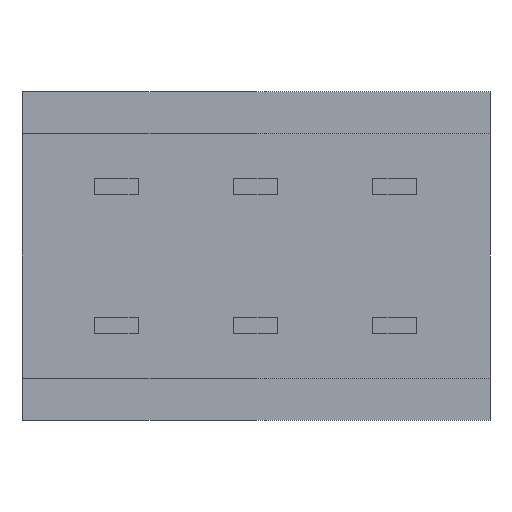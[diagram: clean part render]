
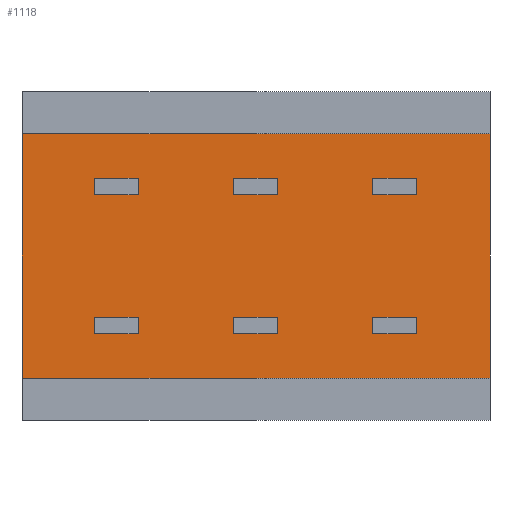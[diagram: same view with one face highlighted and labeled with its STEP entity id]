
A CAD part, front view. The second image highlights one B-rep face of the part: STEP entity #1118.
In plain terms, the highlighted planar face has unit normal (0, -1, 0).
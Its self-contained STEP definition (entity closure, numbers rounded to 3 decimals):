
#125=DIRECTION('',(0.,0.,1.));
#126=VECTOR('',#125,2.23);
#127=CARTESIAN_POINT('',(-2.135,-3.9,-1.115));
#128=LINE('3682',#127,#126);
#149=DIRECTION('',(0.,0.,1.));
#150=VECTOR('',#149,2.23);
#151=CARTESIAN_POINT('',(2.135,-3.9,-1.115));
#152=LINE('3685',#151,#150);
#161=DIRECTION('',(-1.,0.,0.));
#162=VECTOR('',#161,4.27);
#163=CARTESIAN_POINT('',(2.135,-3.9,-1.115));
#164=LINE('3691',#163,#162);
#165=DIRECTION('',(-1.,0.,0.));
#166=VECTOR('',#165,0.4);
#167=CARTESIAN_POINT('',(1.465,-3.9,0.56));
#168=LINE('3697',#167,#166);
#169=DIRECTION('',(0.,0.,1.));
#170=VECTOR('',#169,0.15);
#171=CARTESIAN_POINT('',(1.465,-3.9,0.56));
#172=LINE('3700',#171,#170);
#173=DIRECTION('',(-1.,0.,0.));
#174=VECTOR('',#173,0.4);
#175=CARTESIAN_POINT('',(1.465,-3.9,0.71));
#176=LINE('3698',#175,#174);
#177=DIRECTION('',(0.,0.,1.));
#178=VECTOR('',#177,0.15);
#179=CARTESIAN_POINT('',(1.065,-3.9,0.56));
#180=LINE('3699',#179,#178);
#181=DIRECTION('',(-1.,0.,0.));
#182=VECTOR('',#181,0.4);
#183=CARTESIAN_POINT('',(0.195,-3.9,0.56));
#184=LINE('3707',#183,#182);
#185=DIRECTION('',(0.,0.,1.));
#186=VECTOR('',#185,0.15);
#187=CARTESIAN_POINT('',(0.195,-3.9,0.56));
#188=LINE('3710',#187,#186);
#189=DIRECTION('',(-1.,0.,0.));
#190=VECTOR('',#189,0.4);
#191=CARTESIAN_POINT('',(0.195,-3.9,0.71));
#192=LINE('3708',#191,#190);
#193=DIRECTION('',(0.,0.,1.));
#194=VECTOR('',#193,0.15);
#195=CARTESIAN_POINT('',(-0.205,-3.9,0.56));
#196=LINE('3709',#195,#194);
#197=DIRECTION('',(-1.,0.,0.));
#198=VECTOR('',#197,0.4);
#199=CARTESIAN_POINT('',(-1.075,-3.9,0.56));
#200=LINE('3717',#199,#198);
#201=DIRECTION('',(0.,0.,1.));
#202=VECTOR('',#201,0.15);
#203=CARTESIAN_POINT('',(-1.075,-3.9,0.56));
#204=LINE('3720',#203,#202);
#205=DIRECTION('',(-1.,0.,0.));
#206=VECTOR('',#205,0.4);
#207=CARTESIAN_POINT('',(-1.075,-3.9,0.71));
#208=LINE('3718',#207,#206);
#209=DIRECTION('',(0.,0.,1.));
#210=VECTOR('',#209,0.15);
#211=CARTESIAN_POINT('',(-1.475,-3.9,0.56));
#212=LINE('3719',#211,#210);
#213=DIRECTION('',(-1.,0.,0.));
#214=VECTOR('',#213,0.4);
#215=CARTESIAN_POINT('',(1.465,-3.9,-0.56));
#216=LINE('3745',#215,#214);
#217=DIRECTION('',(0.,0.,-1.));
#218=VECTOR('',#217,0.15);
#219=CARTESIAN_POINT('',(1.065,-3.9,-0.56));
#220=LINE('3747',#219,#218);
#221=DIRECTION('',(-1.,0.,0.));
#222=VECTOR('',#221,0.4);
#223=CARTESIAN_POINT('',(1.465,-3.9,-0.71));
#224=LINE('3746',#223,#222);
#225=DIRECTION('',(0.,0.,-1.));
#226=VECTOR('',#225,0.15);
#227=CARTESIAN_POINT('',(1.465,-3.9,-0.56));
#228=LINE('3748',#227,#226);
#229=DIRECTION('',(-1.,0.,0.));
#230=VECTOR('',#229,0.4);
#231=CARTESIAN_POINT('',(0.195,-3.9,-0.56));
#232=LINE('3749',#231,#230);
#233=DIRECTION('',(0.,0.,-1.));
#234=VECTOR('',#233,0.15);
#235=CARTESIAN_POINT('',(-0.205,-3.9,-0.56));
#236=LINE('3751',#235,#234);
#237=DIRECTION('',(-1.,0.,0.));
#238=VECTOR('',#237,0.4);
#239=CARTESIAN_POINT('',(0.195,-3.9,-0.71));
#240=LINE('3750',#239,#238);
#241=DIRECTION('',(0.,0.,-1.));
#242=VECTOR('',#241,0.15);
#243=CARTESIAN_POINT('',(0.195,-3.9,-0.56));
#244=LINE('3752',#243,#242);
#245=DIRECTION('',(-1.,0.,0.));
#246=VECTOR('',#245,0.4);
#247=CARTESIAN_POINT('',(-1.075,-3.9,-0.56));
#248=LINE('3753',#247,#246);
#249=DIRECTION('',(0.,0.,-1.));
#250=VECTOR('',#249,0.15);
#251=CARTESIAN_POINT('',(-1.475,-3.9,-0.56));
#252=LINE('3755',#251,#250);
#253=DIRECTION('',(-1.,0.,0.));
#254=VECTOR('',#253,0.4);
#255=CARTESIAN_POINT('',(-1.075,-3.9,-0.71));
#256=LINE('3754',#255,#254);
#257=DIRECTION('',(0.,0.,-1.));
#258=VECTOR('',#257,0.15);
#259=CARTESIAN_POINT('',(-1.075,-3.9,-0.56));
#260=LINE('3756',#259,#258);
#261=DIRECTION('',(-1.,0.,0.));
#262=VECTOR('',#261,4.27);
#263=CARTESIAN_POINT('',(2.135,-3.9,1.115));
#264=LINE('3692',#263,#262);
#745=CARTESIAN_POINT('',(-2.135,-3.9,-1.115));
#746=VERTEX_POINT('',#745);
#747=CARTESIAN_POINT('',(-2.135,-3.9,1.115));
#748=VERTEX_POINT('',#747);
#749=CARTESIAN_POINT('',(2.135,-3.9,-1.115));
#750=VERTEX_POINT('',#749);
#751=CARTESIAN_POINT('',(2.135,-3.9,1.115));
#752=VERTEX_POINT('',#751);
#761=CARTESIAN_POINT('',(1.465,-3.9,0.56));
#762=CARTESIAN_POINT('',(1.065,-3.9,0.56));
#763=VERTEX_POINT('',#761);
#764=VERTEX_POINT('',#762);
#765=CARTESIAN_POINT('',(1.465,-3.9,0.71));
#766=CARTESIAN_POINT('',(1.065,-3.9,0.71));
#767=VERTEX_POINT('',#765);
#768=VERTEX_POINT('',#766);
#777=CARTESIAN_POINT('',(0.195,-3.9,0.56));
#778=CARTESIAN_POINT('',(-0.205,-3.9,0.56));
#779=VERTEX_POINT('',#777);
#780=VERTEX_POINT('',#778);
#781=CARTESIAN_POINT('',(0.195,-3.9,0.71));
#782=CARTESIAN_POINT('',(-0.205,-3.9,0.71));
#783=VERTEX_POINT('',#781);
#784=VERTEX_POINT('',#782);
#793=CARTESIAN_POINT('',(-1.075,-3.9,0.56));
#794=CARTESIAN_POINT('',(-1.475,-3.9,0.56));
#795=VERTEX_POINT('',#793);
#796=VERTEX_POINT('',#794);
#797=CARTESIAN_POINT('',(-1.075,-3.9,0.71));
#798=CARTESIAN_POINT('',(-1.475,-3.9,0.71));
#799=VERTEX_POINT('',#797);
#800=VERTEX_POINT('',#798);
#809=CARTESIAN_POINT('',(1.065,-3.9,-0.56));
#810=VERTEX_POINT('',#809);
#811=CARTESIAN_POINT('',(1.465,-3.9,-0.56));
#812=VERTEX_POINT('',#811);
#813=CARTESIAN_POINT('',(1.065,-3.9,-0.71));
#814=VERTEX_POINT('',#813);
#815=CARTESIAN_POINT('',(1.465,-3.9,-0.71));
#816=VERTEX_POINT('',#815);
#825=CARTESIAN_POINT('',(-0.205,-3.9,-0.56));
#826=VERTEX_POINT('',#825);
#827=CARTESIAN_POINT('',(0.195,-3.9,-0.56));
#828=VERTEX_POINT('',#827);
#829=CARTESIAN_POINT('',(-0.205,-3.9,-0.71));
#830=VERTEX_POINT('',#829);
#831=CARTESIAN_POINT('',(0.195,-3.9,-0.71));
#832=VERTEX_POINT('',#831);
#841=CARTESIAN_POINT('',(-1.475,-3.9,-0.56));
#842=VERTEX_POINT('',#841);
#843=CARTESIAN_POINT('',(-1.075,-3.9,-0.56));
#844=VERTEX_POINT('',#843);
#845=CARTESIAN_POINT('',(-1.475,-3.9,-0.71));
#846=VERTEX_POINT('',#845);
#847=CARTESIAN_POINT('',(-1.075,-3.9,-0.71));
#848=VERTEX_POINT('',#847);
#1046=CARTESIAN_POINT('',(2.135,-3.9,-1.115));
#1047=DIRECTION('',(0.,1.,0.));
#1048=DIRECTION('',(0.,0.,1.));
#1049=AXIS2_PLACEMENT_3D('',#1046,#1047,#1048);
#1050=PLANE('3606',#1049);
#1051=ORIENTED_EDGE('3682',*,*,#991,.T.);
#1053=ORIENTED_EDGE('3692',*,*,#1052,.F.);
#1054=ORIENTED_EDGE('3685',*,*,#1031,.F.);
#1055=ORIENTED_EDGE('3691',*,*,#1004,.T.);
#1056=EDGE_LOOP('3606',(#1051,#1053,#1054,#1055));
#1057=FACE_OUTER_BOUND('3606',#1056,.F.);
#1059=ORIENTED_EDGE('3697',*,*,#1058,.F.);
#1061=ORIENTED_EDGE('3700',*,*,#1060,.T.);
#1063=ORIENTED_EDGE('3698',*,*,#1062,.T.);
#1065=ORIENTED_EDGE('3699',*,*,#1064,.F.);
#1066=EDGE_LOOP('3606',(#1059,#1061,#1063,#1065));
#1067=FACE_BOUND('3606',#1066,.F.);
#1069=ORIENTED_EDGE('3707',*,*,#1068,.F.);
#1071=ORIENTED_EDGE('3710',*,*,#1070,.T.);
#1073=ORIENTED_EDGE('3708',*,*,#1072,.T.);
#1075=ORIENTED_EDGE('3709',*,*,#1074,.F.);
#1076=EDGE_LOOP('3606',(#1069,#1071,#1073,#1075));
#1077=FACE_BOUND('3606',#1076,.F.);
#1079=ORIENTED_EDGE('3717',*,*,#1078,.F.);
#1081=ORIENTED_EDGE('3720',*,*,#1080,.T.);
#1083=ORIENTED_EDGE('3718',*,*,#1082,.T.);
#1085=ORIENTED_EDGE('3719',*,*,#1084,.F.);
#1086=EDGE_LOOP('3606',(#1079,#1081,#1083,#1085));
#1087=FACE_BOUND('3606',#1086,.F.);
#1089=ORIENTED_EDGE('3745',*,*,#1088,.T.);
#1091=ORIENTED_EDGE('3747',*,*,#1090,.T.);
#1093=ORIENTED_EDGE('3746',*,*,#1092,.F.);
#1095=ORIENTED_EDGE('3748',*,*,#1094,.F.);
#1096=EDGE_LOOP('3606',(#1089,#1091,#1093,#1095));
#1097=FACE_BOUND('3606',#1096,.F.);
#1099=ORIENTED_EDGE('3749',*,*,#1098,.T.);
#1101=ORIENTED_EDGE('3751',*,*,#1100,.T.);
#1103=ORIENTED_EDGE('3750',*,*,#1102,.F.);
#1105=ORIENTED_EDGE('3752',*,*,#1104,.F.);
#1106=EDGE_LOOP('3606',(#1099,#1101,#1103,#1105));
#1107=FACE_BOUND('3606',#1106,.F.);
#1109=ORIENTED_EDGE('3753',*,*,#1108,.T.);
#1111=ORIENTED_EDGE('3755',*,*,#1110,.T.);
#1113=ORIENTED_EDGE('3754',*,*,#1112,.F.);
#1115=ORIENTED_EDGE('3756',*,*,#1114,.F.);
#1116=EDGE_LOOP('3606',(#1109,#1111,#1113,#1115));
#1117=FACE_BOUND('3606',#1116,.F.);
#1118=ADVANCED_FACE('3606',(#1057,#1067,#1077,#1087,#1097,#1107,#1117),#1050,
.F.);
#991=EDGE_CURVE('3682',#746,#748,#128,.T.);
#1004=EDGE_CURVE('3691',#750,#746,#164,.T.);
#1031=EDGE_CURVE('3685',#750,#752,#152,.T.);
#1052=EDGE_CURVE('3692',#752,#748,#264,.T.);
#1058=EDGE_CURVE('3697',#763,#764,#168,.T.);
#1060=EDGE_CURVE('3700',#763,#767,#172,.T.);
#1062=EDGE_CURVE('3698',#767,#768,#176,.T.);
#1064=EDGE_CURVE('3699',#764,#768,#180,.T.);
#1068=EDGE_CURVE('3707',#779,#780,#184,.T.);
#1070=EDGE_CURVE('3710',#779,#783,#188,.T.);
#1072=EDGE_CURVE('3708',#783,#784,#192,.T.);
#1074=EDGE_CURVE('3709',#780,#784,#196,.T.);
#1078=EDGE_CURVE('3717',#795,#796,#200,.T.);
#1080=EDGE_CURVE('3720',#795,#799,#204,.T.);
#1082=EDGE_CURVE('3718',#799,#800,#208,.T.);
#1084=EDGE_CURVE('3719',#796,#800,#212,.T.);
#1088=EDGE_CURVE('3745',#812,#810,#216,.T.);
#1090=EDGE_CURVE('3747',#810,#814,#220,.T.);
#1092=EDGE_CURVE('3746',#816,#814,#224,.T.);
#1094=EDGE_CURVE('3748',#812,#816,#228,.T.);
#1098=EDGE_CURVE('3749',#828,#826,#232,.T.);
#1100=EDGE_CURVE('3751',#826,#830,#236,.T.);
#1102=EDGE_CURVE('3750',#832,#830,#240,.T.);
#1104=EDGE_CURVE('3752',#828,#832,#244,.T.);
#1108=EDGE_CURVE('3753',#844,#842,#248,.T.);
#1110=EDGE_CURVE('3755',#842,#846,#252,.T.);
#1112=EDGE_CURVE('3754',#848,#846,#256,.T.);
#1114=EDGE_CURVE('3756',#844,#848,#260,.T.);
